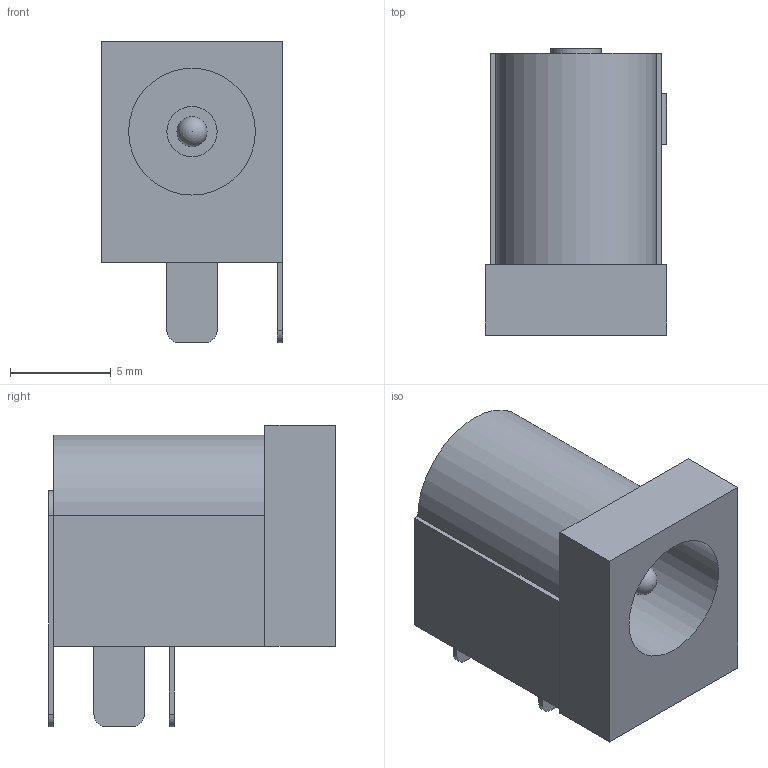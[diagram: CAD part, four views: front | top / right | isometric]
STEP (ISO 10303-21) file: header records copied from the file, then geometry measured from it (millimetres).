
FILE_DESCRIPTION(/* description */ (''),/* implementation_level */ '2;1');
FILE_NAME(/* name */ 'barrel_jack.stp',/* time_stamp */ '2022-11-08T20:08:00+01:00',/* author */ (''),/* organization */ (''),/* preprocessor_version */ 'ST-DEVELOPER v15.2',/* originating_system */ 'Autodesk Translator Framework v2.0.0.5431',/* authorisation */ '');
FILE_SCHEMA (('AUTOMOTIVE_DESIGN { 1 0 10303 214 3 1 1 }'));
Length unit declared in the file: centimetre
Products named in the file (1): barrel_jack
Bounding box: 9 x 14.25 x 15 mm (x, y, z)
Volume: 833.2 mm3; surface area: 1148.8 mm2
Topology: 5 solids, 5 shells, 42 faces, 97 edges, 65 vertices
Faces by surface type: plane 30, cylinder 11, sphere 1
Full cylindrical faces by diameter (mm): 1.5 x1, 2.5 x1, 6.3 x1
Entity records: 1147 total; most frequent: DIRECTION 198, CARTESIAN_POINT 193, ORIENTED_EDGE 178, EDGE_CURVE 89, LINE 66, VECTOR 66, AXIS2_PLACEMENT_3D 66, VERTEX_POINT 61
